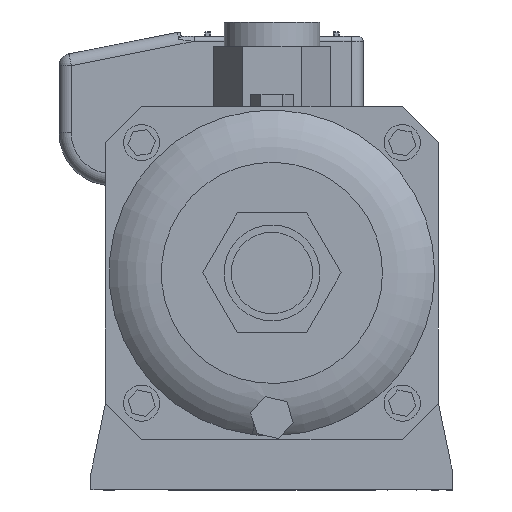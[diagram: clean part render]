
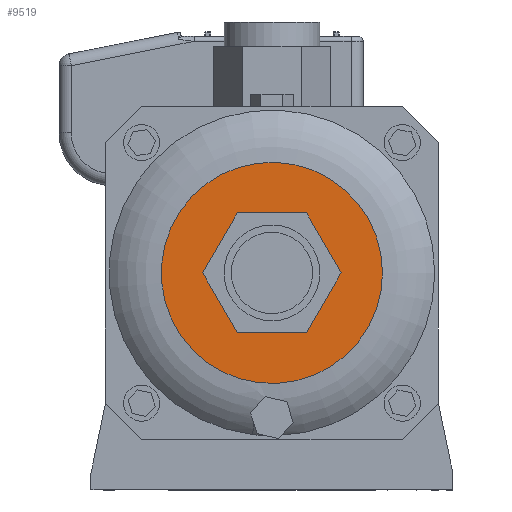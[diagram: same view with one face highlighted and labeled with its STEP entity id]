
A CAD part, left-side view. The second image highlights one B-rep face of the part: STEP entity #9519.
In plain terms, the highlighted planar face has unit normal (-1, 0, 0).
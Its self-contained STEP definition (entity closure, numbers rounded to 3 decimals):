
#200=FACE_BOUND($,#1512,.T.);
#473=PLANE($,#10334);
#925=FACE_OUTER_BOUND($,#1511,.T.);
#1511=EDGE_LOOP($,(#8168));
#1512=EDGE_LOOP($,(#8169,#8170,#8171,#8172,#8173,#8174));
#2001=CIRCLE($,#10325,45.84);
#2779=LINE($,#15955,#3691);
#2780=LINE($,#15957,#3692);
#2781=LINE($,#15959,#3693);
#2782=LINE($,#15961,#3694);
#2783=LINE($,#15963,#3695);
#2784=LINE($,#15964,#3696);
#3691=VECTOR($,#12516,28.694);
#3692=VECTOR($,#12517,28.694);
#3693=VECTOR($,#12518,28.694);
#3694=VECTOR($,#12519,28.694);
#3695=VECTOR($,#12520,28.694);
#3696=VECTOR($,#12521,28.694);
#4594=VERTEX_POINT($,#15907);
#4609=VERTEX_POINT($,#15953);
#4610=VERTEX_POINT($,#15954);
#4611=VERTEX_POINT($,#15956);
#4612=VERTEX_POINT($,#15958);
#4613=VERTEX_POINT($,#15960);
#4614=VERTEX_POINT($,#15962);
#5807=EDGE_CURVE($,#4594,#4594,#2001,.T.);
#5829=EDGE_CURVE($,#4609,#4610,#2779,.T.);
#5830=EDGE_CURVE($,#4611,#4609,#2780,.T.);
#5831=EDGE_CURVE($,#4612,#4611,#2781,.T.);
#5832=EDGE_CURVE($,#4613,#4612,#2782,.T.);
#5833=EDGE_CURVE($,#4614,#4613,#2783,.T.);
#5834=EDGE_CURVE($,#4610,#4614,#2784,.T.);
#8168=ORIENTED_EDGE($,*,*,#5807,.F.);
#8169=ORIENTED_EDGE($,*,*,#5829,.F.);
#8170=ORIENTED_EDGE($,*,*,#5830,.F.);
#8171=ORIENTED_EDGE($,*,*,#5831,.F.);
#8172=ORIENTED_EDGE($,*,*,#5832,.F.);
#8173=ORIENTED_EDGE($,*,*,#5833,.F.);
#8174=ORIENTED_EDGE($,*,*,#5834,.F.);
#9519=ADVANCED_FACE($,(#925,#200),#473,.T.);
#10325=AXIS2_PLACEMENT_3D($,#15908,#12475,#12476);
#10334=AXIS2_PLACEMENT_3D($,#15952,#12514,#12515);
#12475=DIRECTION('center_axis',(1.,0.,0.));
#12476=DIRECTION('ref_axis',(0.,1.,0.));
#12514=DIRECTION('center_axis',(-1.,0.,0.));
#12515=DIRECTION('ref_axis',(0.,-1.,0.));
#12516=DIRECTION($,(0.,0.5,-0.866));
#12517=DIRECTION($,(0.,1.,0.));
#12518=DIRECTION($,(0.,0.5,0.866));
#12519=DIRECTION($,(0.,-0.5,0.866));
#12520=DIRECTION($,(0.,-1.,0.));
#12521=DIRECTION($,(0.,-0.5,-0.866));
#15907=CARTESIAN_POINT('',(-82.16,-45.84,90.));
#15908=CARTESIAN_POINT('Origin',(-82.16,0.,90.));
#15952=CARTESIAN_POINT('Origin',(-82.16,0.,90.));
#15953=CARTESIAN_POINT('',(-82.16,14.347,114.85));
#15954=CARTESIAN_POINT('',(-82.16,28.694,90.));
#15955=CARTESIAN_POINT($,(-82.16,14.347,114.85));
#15956=CARTESIAN_POINT('',(-82.16,-14.347,114.85));
#15957=CARTESIAN_POINT($,(-82.16,-14.347,114.85));
#15958=CARTESIAN_POINT('',(-82.16,-28.694,90.));
#15959=CARTESIAN_POINT($,(-82.16,-28.694,90.));
#15960=CARTESIAN_POINT('',(-82.16,-14.347,65.15));
#15961=CARTESIAN_POINT($,(-82.16,-14.347,65.15));
#15962=CARTESIAN_POINT('',(-82.16,14.347,65.15));
#15963=CARTESIAN_POINT($,(-82.16,14.347,65.15));
#15964=CARTESIAN_POINT($,(-82.16,28.694,90.));
